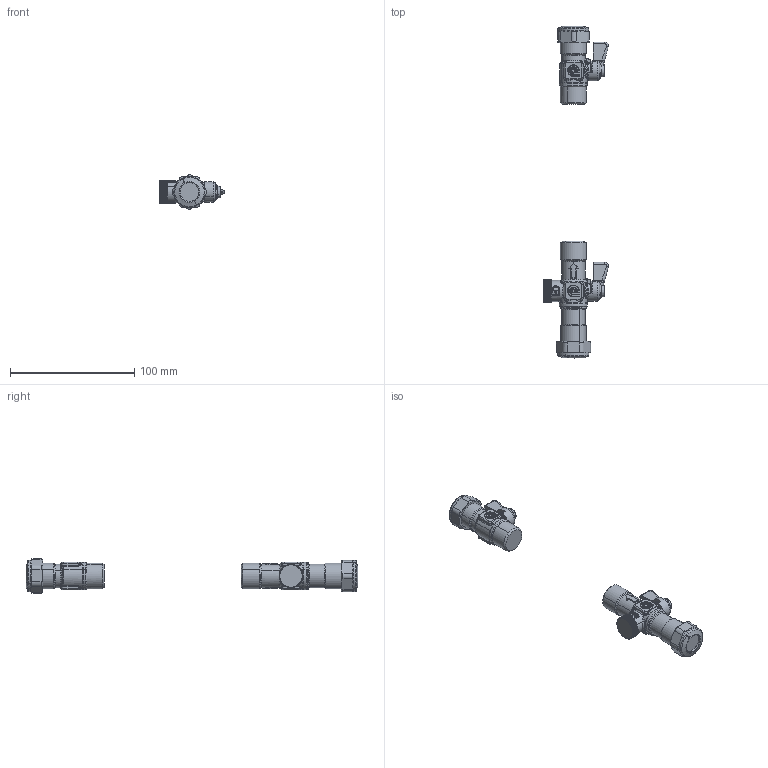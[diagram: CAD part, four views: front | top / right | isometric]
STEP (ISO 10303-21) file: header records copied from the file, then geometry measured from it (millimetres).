
FILE_DESCRIPTION(('CATIA V5 STEP Exchange'),'2;1');
FILE_NAME('XXXXXX (STP).stp','2016-07-12T07:02:52+00:00',('none'),('none'),'CATIA Version 5-6 Release 2014 SP5','CATIA V5 STEP AP203','none');
FILE_SCHEMA(('CONFIG_CONTROL_DESIGN'));
Products named in the file (1): 300600 - TST
Bounding box: 52.1 x 266.94 x 27.62 mm (x, y, z)
Volume: 64648.7 mm3; surface area: 21154.8 mm2
Topology: 4 solids, 4 shells, 1628 faces, 4239 edges, 2523 vertices
Faces by surface type: revolution 445, cylinder 423, bspline 382, plane 352, extrusion 26
Entity records: 65429 total; most frequent: CARTESIAN_POINT 31571, ORIENTED_EDGE 8238, DIRECTION 4282, EDGE_CURVE 4109, VERTEX_POINT 2513, B_SPLINE_CURVE_WITH_KNOTS 2321, AXIS2_PLACEMENT_3D 1958, EDGE_LOOP 1660
